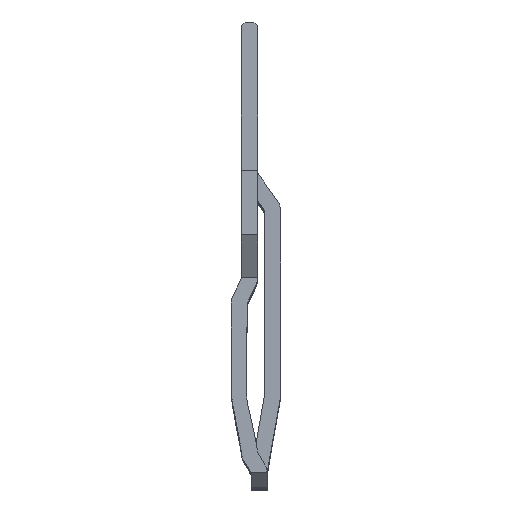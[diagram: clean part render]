
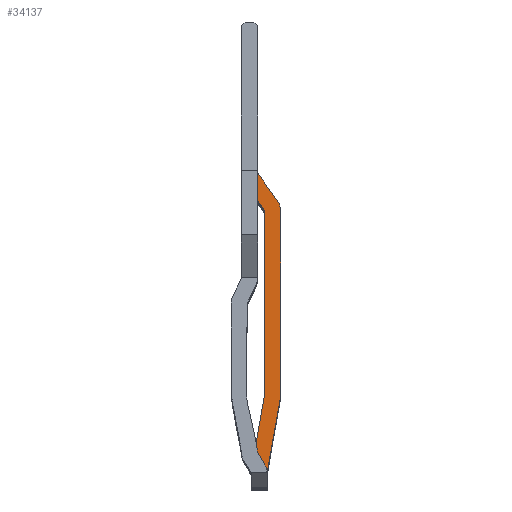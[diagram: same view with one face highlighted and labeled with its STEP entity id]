
A CAD part, top view. The second image highlights one B-rep face of the part: STEP entity #34137.
In plain terms, the highlighted planar face has unit normal (0, 0, 1).
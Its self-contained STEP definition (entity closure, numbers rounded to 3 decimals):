
#13734=DIRECTION('',(0.,1.,0.));
#13735=VECTOR('',#13734,14.86);
#13736=CARTESIAN_POINT('',(-7.525,-29.212,115.5));
#13737=LINE('',#13736,#13735);
#13919=DIRECTION('',(0.,1.,0.));
#13920=VECTOR('',#13919,2.266);
#13921=CARTESIAN_POINT('',(-5.65,-32.3,115.5));
#13922=LINE('',#13921,#13920);
#13926=DIRECTION('',(0.574,-0.819,0.));
#13927=VECTOR('',#13926,2.859);
#13928=CARTESIAN_POINT('',(-7.29,-29.958,115.5));
#13929=LINE('',#13928,#13927);
#13933=CARTESIAN_POINT('',(-6.225,-29.212,115.5));
#13934=DIRECTION('',(0.,0.,1.));
#13935=DIRECTION('',(-1.,0.,0.));
#13936=AXIS2_PLACEMENT_3D('',#13933,#13934,#13935);
#13941=CARTESIAN_POINT('',(-6.225,-14.352,115.5));
#13942=DIRECTION('',(0.,0.,1.));
#13943=DIRECTION('',(-0.985,0.174,0.));
#13944=AXIS2_PLACEMENT_3D('',#13941,#13942,#13943);
#13949=DIRECTION('',(-0.174,-0.985,0.));
#13950=VECTOR('',#13949,6.221);
#13951=CARTESIAN_POINT('',(-6.425,-8.,115.5));
#13952=LINE('',#13951,#13950);
#13956=CARTESIAN_POINT('',(-5.125,-8.,115.5));
#13957=DIRECTION('',(0.,0.,-1.));
#13958=DIRECTION('',(-0.866,-0.5,0.));
#13959=AXIS2_PLACEMENT_3D('',#13956,#13957,#13958);
#13964=DIRECTION('',(-0.5,0.866,0.));
#13965=VECTOR('',#13964,1.182);
#13966=CARTESIAN_POINT('',(-5.66,-9.674,115.5));
#13967=LINE('',#13966,#13965);
#13971=DIRECTION('',(-0.156,0.988,0.));
#13972=VECTOR('',#13971,0.785);
#13973=CARTESIAN_POINT('',(-5.537,-10.45,115.5));
#13974=LINE('',#13973,#13972);
#13978=DIRECTION('',(0.174,0.985,0.));
#13979=VECTOR('',#13978,3.963);
#13980=CARTESIAN_POINT('',(-6.225,-14.352,115.5));
#13981=LINE('',#13980,#13979);
#13985=DIRECTION('',(0.,1.,0.));
#13986=VECTOR('',#13985,14.86);
#13987=CARTESIAN_POINT('',(-6.225,-29.212,115.5));
#13988=LINE('',#13987,#13986);
#13992=DIRECTION('',(-0.574,0.819,0.));
#13993=VECTOR('',#13992,1.002);
#13994=CARTESIAN_POINT('',(-5.65,-30.034,115.5));
#13995=LINE('',#13994,#13993);
#17128=CARTESIAN_POINT('',(-5.65,-32.3,115.5));
#17129=VERTEX_POINT('',#17128);
#17130=CARTESIAN_POINT('',(-5.65,-30.034,115.5));
#17131=VERTEX_POINT('',#17130);
#18622=CARTESIAN_POINT('',(-5.537,-10.45,115.5));
#18624=VERTEX_POINT('',#18622);
#18766=CARTESIAN_POINT('',(-7.29,-29.958,115.5));
#18767=VERTEX_POINT('',#18766);
#18768=CARTESIAN_POINT('',(-7.525,-29.212,115.5));
#18769=VERTEX_POINT('',#18768);
#18770=CARTESIAN_POINT('',(-7.525,-14.352,115.5));
#18771=VERTEX_POINT('',#18770);
#18772=CARTESIAN_POINT('',(-7.505,-14.126,115.5));
#18773=VERTEX_POINT('',#18772);
#18774=CARTESIAN_POINT('',(-6.425,-8.,115.5));
#18775=VERTEX_POINT('',#18774);
#18776=CARTESIAN_POINT('',(-6.251,-8.65,115.5));
#18777=VERTEX_POINT('',#18776);
#18778=CARTESIAN_POINT('',(-5.66,-9.674,115.5));
#18779=VERTEX_POINT('',#18778);
#18780=CARTESIAN_POINT('',(-6.225,-14.352,115.5));
#18781=VERTEX_POINT('',#18780);
#18782=CARTESIAN_POINT('',(-6.225,-29.212,115.5));
#18783=VERTEX_POINT('',#18782);
#34115=CARTESIAN_POINT('',(-6.875,-19.676,115.5));
#34116=DIRECTION('',(0.,0.,-1.));
#34117=DIRECTION('',(0.,1.,0.));
#34118=AXIS2_PLACEMENT_3D('',#34115,#34116,#34117);
#34119=PLANE('',#34118);
#34120=ORIENTED_EDGE('',*,*,#20685,.F.);
#34121=ORIENTED_EDGE('',*,*,#33859,.F.);
#34122=ORIENTED_EDGE('',*,*,#33838,.F.);
#34123=ORIENTED_EDGE('',*,*,#33816,.T.);
#34124=ORIENTED_EDGE('',*,*,#33794,.F.);
#34125=ORIENTED_EDGE('',*,*,#33772,.F.);
#34127=ORIENTED_EDGE('',*,*,#34126,.F.);
#34129=ORIENTED_EDGE('',*,*,#34128,.F.);
#34131=ORIENTED_EDGE('',*,*,#34130,.F.);
#34132=ORIENTED_EDGE('',*,*,#33671,.F.);
#34133=ORIENTED_EDGE('',*,*,#33648,.F.);
#34134=ORIENTED_EDGE('',*,*,#33626,.F.);
#34135=EDGE_LOOP('',(#34120,#34121,#34122,#34123,#34124,#34125,#34127,#34129,
#34131,#34132,#34133,#34134));
#34136=FACE_OUTER_BOUND('',#34135,.F.);
#13937=CIRCLE('',#13936,1.3);
#13945=CIRCLE('',#13944,1.3);
#13960=CIRCLE('',#13959,1.3);
#20685=EDGE_CURVE('',#17129,#17131,#13922,.T.);
#33626=EDGE_CURVE('',#17131,#18783,#13995,.T.);
#33648=EDGE_CURVE('',#18783,#18781,#13988,.T.);
#33671=EDGE_CURVE('',#18781,#18624,#13981,.T.);
#33772=EDGE_CURVE('',#18775,#18773,#13952,.T.);
#33794=EDGE_CURVE('',#18773,#18771,#13945,.T.);
#33816=EDGE_CURVE('',#18769,#18771,#13737,.T.);
#33838=EDGE_CURVE('',#18769,#18767,#13937,.T.);
#33859=EDGE_CURVE('',#18767,#17129,#13929,.T.);
#34126=EDGE_CURVE('',#18777,#18775,#13960,.T.);
#34128=EDGE_CURVE('',#18779,#18777,#13967,.T.);
#34130=EDGE_CURVE('',#18624,#18779,#13974,.T.);
#34137=ADVANCED_FACE('',(#34136),#34119,.F.);
